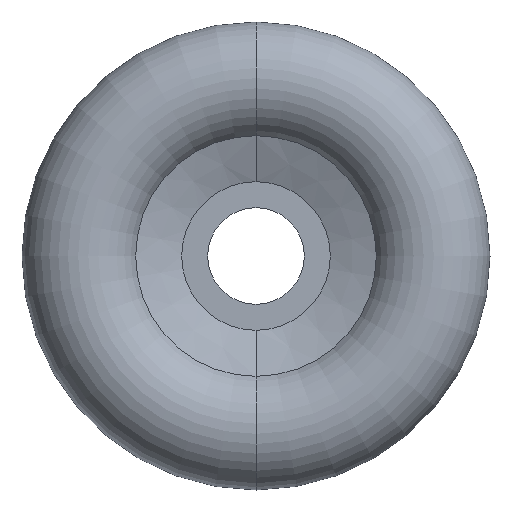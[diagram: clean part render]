
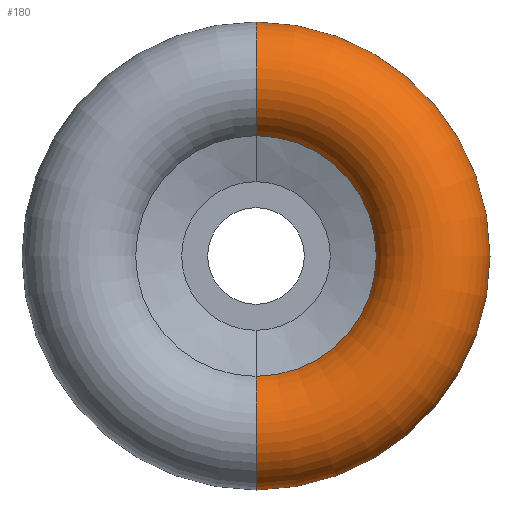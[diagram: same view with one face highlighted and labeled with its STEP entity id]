
A CAD part, front view. The second image highlights one B-rep face of the part: STEP entity #180.
In plain terms, the highlighted toroidal (fillet/blend) face has major radius 23.5 mm and minor radius 8 mm.
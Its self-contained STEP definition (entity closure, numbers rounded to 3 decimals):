
#1 = VERTEX_POINT ( 'NONE', #179 ) ;
#4 = CARTESIAN_POINT ( 'NONE',  ( 0., 8., 23.5 ) ) ;
#19 = DIRECTION ( 'NONE',  ( 0., 0., 1. ) ) ;
#24 = CARTESIAN_POINT ( 'NONE',  ( 0., 4.739, 0. ) ) ;
#27 = DIRECTION ( 'NONE',  ( 0., 0., -1. ) ) ;
#78 = VERTEX_POINT ( 'NONE', #750 ) ;
#79 = TOROIDAL_SURFACE ( 'NONE', #149, 23.5, 8. ) ;
#84 = ORIENTED_EDGE ( 'NONE', *, *, #411, .F. ) ;
#87 = VERTEX_POINT ( 'NONE', #191 ) ;
#96 = DIRECTION ( 'NONE',  ( 0., 0., -1. ) ) ;
#103 = AXIS2_PLACEMENT_3D ( 'NONE', #547, #231, #27 ) ;
#149 = AXIS2_PLACEMENT_3D ( 'NONE', #770, #582, #19 ) ;
#168 = DIRECTION ( 'NONE',  ( 0., 1., 0. ) ) ;
#179 = CARTESIAN_POINT ( 'NONE',  ( 0., 4.739, -16.195 ) ) ;
#180 = ADVANCED_FACE ( 'NONE', ( #673 ), #79, .T. ) ;
#191 = CARTESIAN_POINT ( 'NONE',  ( 0., 14.245, -28.5 ) ) ;
#231 = DIRECTION ( 'NONE',  ( 1., 0., 0. ) ) ;
#234 = AXIS2_PLACEMENT_3D ( 'NONE', #4, #458, #255 ) ;
#238 = CIRCLE ( 'NONE', #103, 8. ) ;
#255 = DIRECTION ( 'NONE',  ( 0., 0., 1. ) ) ;
#270 = CIRCLE ( 'NONE', #234, 8. ) ;
#316 = EDGE_CURVE ( 'NONE', #1, #87, #238, .T. ) ;
#328 = ORIENTED_EDGE ( 'NONE', *, *, #351, .T. ) ;
#337 = CIRCLE ( 'NONE', #548, 28.5 ) ;
#351 = EDGE_CURVE ( 'NONE', #413, #1, #702, .T. ) ;
#375 = ORIENTED_EDGE ( 'NONE', *, *, #316, .T. ) ;
#411 = EDGE_CURVE ( 'NONE', #78, #87, #337, .T. ) ;
#413 = VERTEX_POINT ( 'NONE', #597 ) ;
#429 = CARTESIAN_POINT ( 'NONE',  ( 0., 14.245, 0. ) ) ;
#447 = EDGE_LOOP ( 'NONE', ( #328, #375, #84, #515 ) ) ;
#458 = DIRECTION ( 'NONE',  ( -1., 0., 0. ) ) ;
#480 = DIRECTION ( 'NONE',  ( 0., 1., 0. ) ) ;
#515 = ORIENTED_EDGE ( 'NONE', *, *, #778, .F. ) ;
#535 = AXIS2_PLACEMENT_3D ( 'NONE', #24, #480, #541 ) ;
#541 = DIRECTION ( 'NONE',  ( 0., 0., -1. ) ) ;
#547 = CARTESIAN_POINT ( 'NONE',  ( 0., 8., -23.5 ) ) ;
#548 = AXIS2_PLACEMENT_3D ( 'NONE', #429, #168, #96 ) ;
#582 = DIRECTION ( 'NONE',  ( 0., 1., 0. ) ) ;
#597 = CARTESIAN_POINT ( 'NONE',  ( 0., 4.739, 16.195 ) ) ;
#673 = FACE_OUTER_BOUND ( 'NONE', #447, .T. ) ;
#702 = CIRCLE ( 'NONE', #535, 16.195 ) ;
#750 = CARTESIAN_POINT ( 'NONE',  ( 0., 14.245, 28.5 ) ) ;
#770 = CARTESIAN_POINT ( 'NONE',  ( 0., 8., 0. ) ) ;
#778 = EDGE_CURVE ( 'NONE', #413, #78, #270, .T. ) ;
